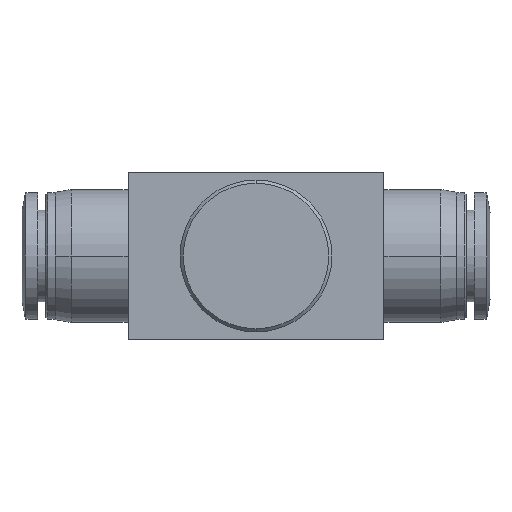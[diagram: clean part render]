
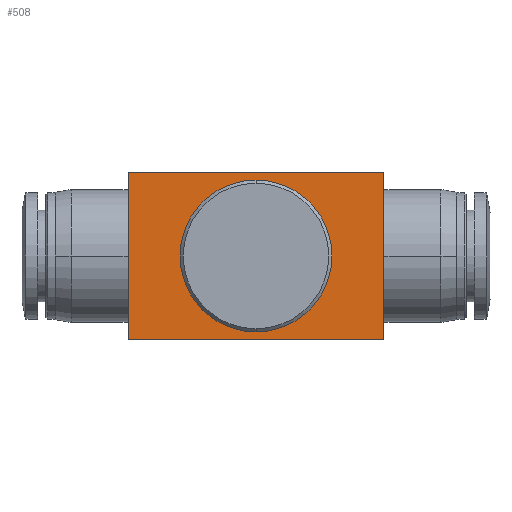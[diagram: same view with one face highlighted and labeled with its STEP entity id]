
A CAD part, front view. The second image highlights one B-rep face of the part: STEP entity #508.
In plain terms, the highlighted planar face has unit normal (0, -1, 0).
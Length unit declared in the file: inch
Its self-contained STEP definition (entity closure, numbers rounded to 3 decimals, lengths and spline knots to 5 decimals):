
#486 = DIRECTION ( 'NONE',  ( 0., 0., 1. ) ) ;
#508 = ADVANCED_FACE ( 'NONE', ( #27239, #12098 ), #28193, .T. ) ;
#635 = VERTEX_POINT ( 'NONE', #20345 ) ;
#1174 = CARTESIAN_POINT ( 'NONE',  ( -0.79528, 0.09449, -0.52165 ) ) ;
#1886 = LINE ( 'NONE', #2785, #25888 ) ;
#2785 = CARTESIAN_POINT ( 'NONE',  ( -0.47244, 0.09449, 0.52165 ) ) ;
#3956 = VERTEX_POINT ( 'NONE', #1174 ) ;
#3997 = VERTEX_POINT ( 'NONE', #17590 ) ;
#6222 = EDGE_CURVE ( 'NONE', #17855, #27053, #1886, .T. ) ;
#6596 = DIRECTION ( 'NONE',  ( 0., 1., 0. ) ) ;
#6733 = VECTOR ( 'NONE', #21246, 39.37008 ) ;
#6816 = CARTESIAN_POINT ( 'NONE',  ( 0.79528, 0.09449, -0.52165 ) ) ;
#7221 = EDGE_CURVE ( 'NONE', #25643, #17855, #12555, .T. ) ;
#7267 = ORIENTED_EDGE ( 'NONE', *, *, #6222, .T. ) ;
#7423 = CARTESIAN_POINT ( 'NONE',  ( 0.79528, 0.09449, 0. ) ) ;
#9580 = EDGE_CURVE ( 'NONE', #635, #3997, #23733, .T. ) ;
#10067 = VECTOR ( 'NONE', #15129, 39.37008 ) ;
#10116 = CARTESIAN_POINT ( 'NONE',  ( -0.79528, 0.09449, 0.52165 ) ) ;
#10206 = ORIENTED_EDGE ( 'NONE', *, *, #22540, .F. ) ;
#10260 = AXIS2_PLACEMENT_3D ( 'NONE', #28357, #14562, #486 ) ;
#10636 = DIRECTION ( 'NONE',  ( 0., 0., -1. ) ) ;
#11054 = ORIENTED_EDGE ( 'NONE', *, *, #14780, .T. ) ;
#11830 = VECTOR ( 'NONE', #19044, 39.37008 ) ;
#11848 = CIRCLE ( 'NONE', #10260, 0.47244 ) ;
#12098 = FACE_OUTER_BOUND ( 'NONE', #13446, .T. ) ;
#12555 = LINE ( 'NONE', #7423, #11830 ) ;
#12701 = ORIENTED_EDGE ( 'NONE', *, *, #22909, .T. ) ;
#12920 = CARTESIAN_POINT ( 'NONE',  ( -0.79528, 0.09449, 0. ) ) ;
#12970 = LINE ( 'NONE', #23565, #6733 ) ;
#13446 = EDGE_LOOP ( 'NONE', ( #12701, #27474, #7267, #10206 ) ) ;
#14562 = DIRECTION ( 'NONE',  ( 0., 1., 0. ) ) ;
#14780 = EDGE_CURVE ( 'NONE', #3997, #635, #11848, .T. ) ;
#15129 = DIRECTION ( 'NONE',  ( 0., 0., 1. ) ) ;
#17590 = CARTESIAN_POINT ( 'NONE',  ( 0., 0.09449, 0.47244 ) ) ;
#17855 = VERTEX_POINT ( 'NONE', #18652 ) ;
#18129 = ORIENTED_EDGE ( 'NONE', *, *, #9580, .T. ) ;
#18652 = CARTESIAN_POINT ( 'NONE',  ( 0.79528, 0.09449, 0.52165 ) ) ;
#18680 = AXIS2_PLACEMENT_3D ( 'NONE', #20521, #6596, #22830 ) ;
#19044 = DIRECTION ( 'NONE',  ( 0., 0., 1. ) ) ;
#20345 = CARTESIAN_POINT ( 'NONE',  ( 0., 0.09449, -0.47244 ) ) ;
#20521 = CARTESIAN_POINT ( 'NONE',  ( 0., 0.09449, 0. ) ) ;
#21246 = DIRECTION ( 'NONE',  ( 1., 0., 0. ) ) ;
#22540 = EDGE_CURVE ( 'NONE', #3956, #27053, #27776, .T. ) ;
#22830 = DIRECTION ( 'NONE',  ( 0., 0., 1. ) ) ;
#22909 = EDGE_CURVE ( 'NONE', #3956, #25643, #12970, .T. ) ;
#23565 = CARTESIAN_POINT ( 'NONE',  ( -0.47244, 0.09449, -0.52165 ) ) ;
#23733 = CIRCLE ( 'NONE', #18680, 0.47244 ) ;
#23744 = DIRECTION ( 'NONE',  ( -1., 0., 0. ) ) ;
#24987 = AXIS2_PLACEMENT_3D ( 'NONE', #28612, #29391, #10636 ) ;
#25643 = VERTEX_POINT ( 'NONE', #6816 ) ;
#25888 = VECTOR ( 'NONE', #23744, 39.37008 ) ;
#27053 = VERTEX_POINT ( 'NONE', #10116 ) ;
#27239 = FACE_BOUND ( 'NONE', #29264, .T. ) ;
#27474 = ORIENTED_EDGE ( 'NONE', *, *, #7221, .T. ) ;
#27776 = LINE ( 'NONE', #12920, #10067 ) ;
#28193 = PLANE ( 'NONE',  #24987 ) ;
#28357 = CARTESIAN_POINT ( 'NONE',  ( 0., 0.09449, 0. ) ) ;
#28612 = CARTESIAN_POINT ( 'NONE',  ( -0.47244, 0.09449, 0. ) ) ;
#29264 = EDGE_LOOP ( 'NONE', ( #11054, #18129 ) ) ;
#29391 = DIRECTION ( 'NONE',  ( 0., -1., 0. ) ) ;
